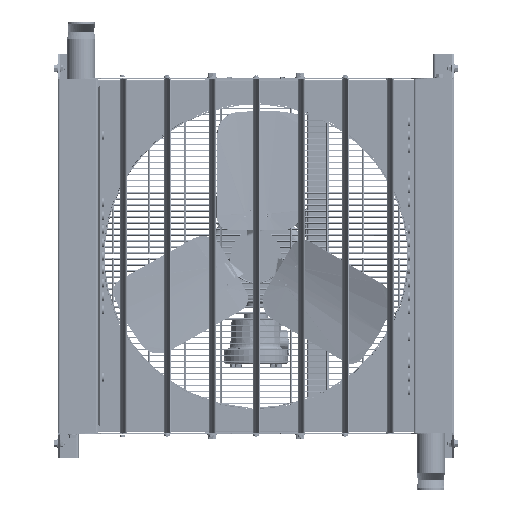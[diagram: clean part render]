
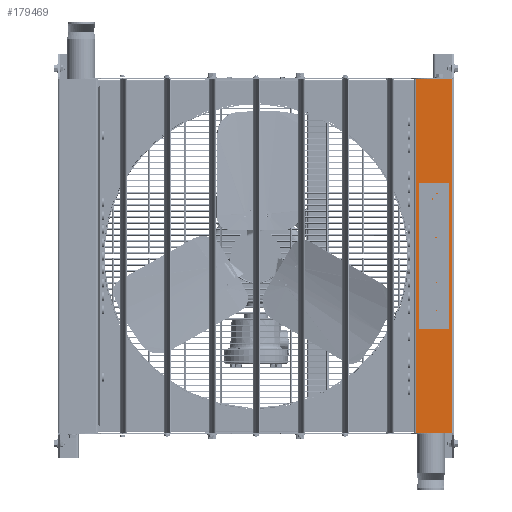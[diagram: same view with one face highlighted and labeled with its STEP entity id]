
A CAD part, left-side view. The second image highlights one B-rep face of the part: STEP entity #179469.
In plain terms, the highlighted planar face has unit normal (-1, 0, 0).
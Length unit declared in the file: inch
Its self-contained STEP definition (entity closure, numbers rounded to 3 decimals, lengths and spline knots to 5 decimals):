
#807 = VECTOR ( 'NONE', #58025, 39.37008 ) ;
#1041 = VERTEX_POINT ( 'NONE', #162675 ) ;
#4822 = AXIS2_PLACEMENT_3D ( 'NONE', #169214, #78146, #184608 ) ;
#11795 = DIRECTION ( 'NONE',  ( 0., 0., -1. ) ) ;
#25292 = FACE_OUTER_BOUND ( 'NONE', #181812, .T. ) ;
#28867 = LINE ( 'NONE', #195264, #105786 ) ;
#34034 = CARTESIAN_POINT ( 'NONE',  ( -4.213, -13.35394, 13.74016 ) ) ;
#44010 = VERTEX_POINT ( 'NONE', #105115 ) ;
#45544 = LINE ( 'NONE', #34034, #122378 ) ;
#45681 = DIRECTION ( 'NONE',  ( 0., 1., 0. ) ) ;
#46331 = CARTESIAN_POINT ( 'NONE',  ( -4.213, -13.50394, -12.06716 ) ) ;
#49502 = DIRECTION ( 'NONE',  ( 0., 0., -1. ) ) ;
#49717 = CARTESIAN_POINT ( 'NONE',  ( -4.213, -13.35394, -12.06716 ) ) ;
#54204 = LINE ( 'NONE', #46331, #171196 ) ;
#54489 = ORIENTED_EDGE ( 'NONE', *, *, #170312, .T. ) ;
#58025 = DIRECTION ( 'NONE',  ( 0., 1., 0. ) ) ;
#71650 = ORIENTED_EDGE ( 'NONE', *, *, #171798, .F. ) ;
#75319 = VERTEX_POINT ( 'NONE', #49717 ) ;
#78146 = DIRECTION ( 'NONE',  ( -1., 0., 0. ) ) ;
#105115 = CARTESIAN_POINT ( 'NONE',  ( -4.213, -13.35394, 12.06716 ) ) ;
#105786 = VECTOR ( 'NONE', #11795, 39.37008 ) ;
#122378 = VECTOR ( 'NONE', #49502, 39.37008 ) ;
#125005 = VERTEX_POINT ( 'NONE', #192473 ) ;
#137933 = ORIENTED_EDGE ( 'NONE', *, *, #161798, .T. ) ;
#149390 = CARTESIAN_POINT ( 'NONE',  ( -4.213, -13.50394, 12.06716 ) ) ;
#153225 = PLANE ( 'NONE',  #4822 ) ;
#161798 = EDGE_CURVE ( 'NONE', #44010, #1041, #163705, .T. ) ;
#162675 = CARTESIAN_POINT ( 'NONE',  ( -4.213, -10.89803, 12.06716 ) ) ;
#163705 = LINE ( 'NONE', #149390, #807 ) ;
#169214 = CARTESIAN_POINT ( 'NONE',  ( -4.213, -13.50394, 13.74016 ) ) ;
#169944 = ORIENTED_EDGE ( 'NONE', *, *, #172986, .F. ) ;
#170312 = EDGE_CURVE ( 'NONE', #1041, #125005, #28867, .T. ) ;
#171196 = VECTOR ( 'NONE', #45681, 39.37008 ) ;
#171798 = EDGE_CURVE ( 'NONE', #75319, #125005, #54204, .T. ) ;
#172986 = EDGE_CURVE ( 'NONE', #44010, #75319, #45544, .T. ) ;
#179469 = ADVANCED_FACE ( 'NONE', ( #25292 ), #153225, .T. ) ;
#181812 = EDGE_LOOP ( 'NONE', ( #71650, #169944, #137933, #54489 ) ) ;
#184608 = DIRECTION ( 'NONE',  ( 0., 0., 1. ) ) ;
#192473 = CARTESIAN_POINT ( 'NONE',  ( -4.213, -10.89803, -12.06716 ) ) ;
#195264 = CARTESIAN_POINT ( 'NONE',  ( -4.213, -10.89803, 13.74016 ) ) ;
